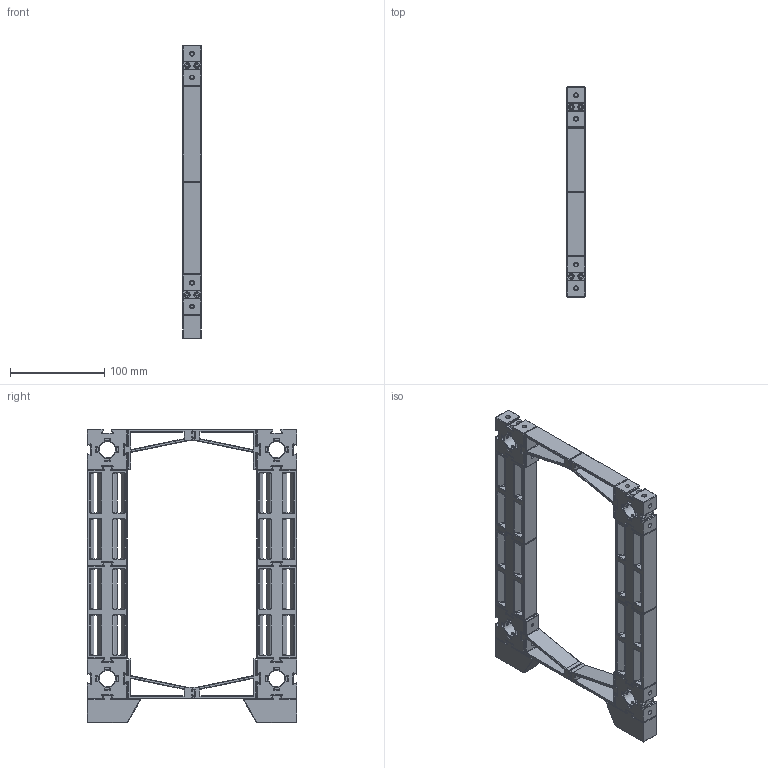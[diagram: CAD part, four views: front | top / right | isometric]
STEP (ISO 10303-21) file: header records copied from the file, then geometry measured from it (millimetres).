
FILE_DESCRIPTION(/* description */ ('','CAx-IF Rec.Pracs.---Representation and Presentation of Product Manufacturing Information (PMI)---4.0---2014-10-13'),/* implementation_level */ '2;1');
FILE_NAME(/* name */ 'MFS Side.step',/* time_stamp */ '2025-02-23T11:07:54-10:00',/* author */ (''),/* organization */ (''),/* preprocessor_version */ 'ST-DEVELOPER v20',/* originating_system */ 'Autodesk Translation Framework v13.20.0.188',/* authorisation */ '');
FILE_SCHEMA (('AP242_MANAGED_MODEL_BASED_3D_ENGINEERING_MIM_LF { 1 0 10303 442 1 1 4 }'));
Length unit declared in the file: millimetre
Products named in the file (5): Filament Shelf Side; Vertical Joint; Rod Joint; Horizontal Joint; Feet
Assembly tree (10 placements, depth 2):
  Filament Shelf Side
    Rod Joint  x4
    Horizontal Joint  x2
    Vertical Joint  x2
    Feet  x2
Bounding box: 20 x 222.8 x 311.85 mm (x, y, z)
Volume: 451577.3 mm3; surface area: 163739.4 mm2
Topology: 14 solids, 14 shells, 2674 faces, 6322 edges, 3504 vertices
Faces by surface type: plane 1324, cylinder 618, cone 444, bspline 288
Full cylindrical faces by diameter (mm): 3 x88, 3.5 x40, 5 x36, 5.5 x4, 6 x36, 16.8 x4
Entity records: 32377 total; most frequent: CARTESIAN_POINT 8981, ORIENTED_EDGE 4904, DIRECTION 4454, EDGE_CURVE 2452, LINE 1660, VECTOR 1660, VERTEX_POINT 1408, AXIS2_PLACEMENT_3D 1397
